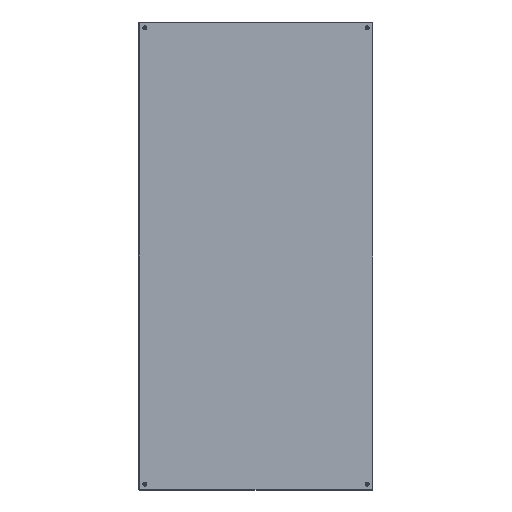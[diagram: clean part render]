
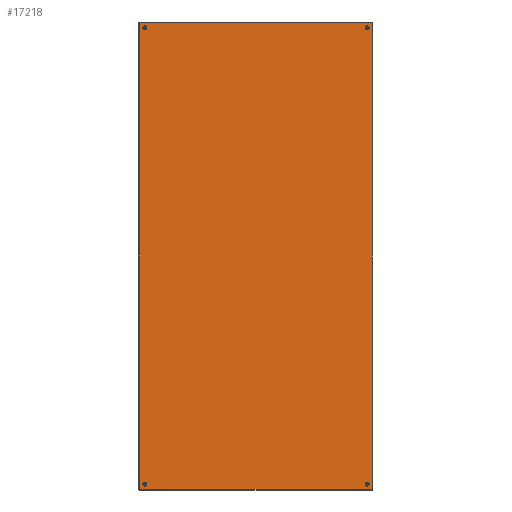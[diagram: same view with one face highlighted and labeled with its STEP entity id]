
A CAD part, left-side view. The second image highlights one B-rep face of the part: STEP entity #17218.
In plain terms, the highlighted face is planar.
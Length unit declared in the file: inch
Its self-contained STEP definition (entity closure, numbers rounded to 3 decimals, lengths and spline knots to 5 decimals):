
#234 = DIRECTION ( 'NONE',  ( -1., 0., 0. ) ) ;
#1430 = LINE ( 'NONE', #5245, #36688 ) ;
#3026 = CARTESIAN_POINT ( 'NONE',  ( 29.25, 0., 14.25 ) ) ;
#5245 = CARTESIAN_POINT ( 'NONE',  ( 29.928, 0., -14.928 ) ) ;
#5322 = VERTEX_POINT ( 'NONE', #112322 ) ;
#5801 = CARTESIAN_POINT ( 'NONE',  ( -29.25, 0., 14.25 ) ) ;
#8021 = CIRCLE ( 'NONE', #73010, 0.25 ) ;
#10101 = DIRECTION ( 'NONE',  ( 0., -1., 0. ) ) ;
#12202 = EDGE_CURVE ( 'NONE', #53924, #69764, #1430, .T. ) ;
#12664 = CIRCLE ( 'NONE', #30783, 0.25 ) ;
#12938 = VECTOR ( 'NONE', #111513, 39.37008 ) ;
#13761 = AXIS2_PLACEMENT_3D ( 'NONE', #5801, #81041, #94475 ) ;
#14156 = CARTESIAN_POINT ( 'NONE',  ( 29.25, 0., -14.25 ) ) ;
#14355 = CARTESIAN_POINT ( 'NONE',  ( 29.928, 0., 14.892 ) ) ;
#15545 = AXIS2_PLACEMENT_3D ( 'NONE', #3026, #10101, #67353 ) ;
#17218 = ADVANCED_FACE ( 'NONE', ( #88475, #68195, #100095, #39576, #22936 ), #46491, .F. ) ;
#17895 = ORIENTED_EDGE ( 'NONE', *, *, #12202, .T. ) ;
#19723 = CARTESIAN_POINT ( 'NONE',  ( -29.928, 0., 14.892 ) ) ;
#19910 = DIRECTION ( 'NONE',  ( 0., 0., 1. ) ) ;
#20468 = CIRCLE ( 'NONE', #116571, 0.25 ) ;
#22773 = CARTESIAN_POINT ( 'NONE',  ( -29.25, 0., -14.25 ) ) ;
#22936 = FACE_BOUND ( 'NONE', #88288, .T. ) ;
#23014 = DIRECTION ( 'NONE',  ( 0., -1., 0. ) ) ;
#23582 = DIRECTION ( 'NONE',  ( 0., -1., 0. ) ) ;
#25399 = AXIS2_PLACEMENT_3D ( 'NONE', #31694, #75002, #234 ) ;
#28774 = VERTEX_POINT ( 'NONE', #137568 ) ;
#29051 = CARTESIAN_POINT ( 'NONE',  ( 29., 0., 14.25 ) ) ;
#30783 = AXIS2_PLACEMENT_3D ( 'NONE', #14156, #23582, #120375 ) ;
#31694 = CARTESIAN_POINT ( 'NONE',  ( 29.25, 0., 14.25 ) ) ;
#32154 = ORIENTED_EDGE ( 'NONE', *, *, #42210, .F. ) ;
#32450 = CARTESIAN_POINT ( 'NONE',  ( 29.5, 0., 14.25 ) ) ;
#33286 = CARTESIAN_POINT ( 'NONE',  ( -29.25, 0., -14.25 ) ) ;
#33508 = DIRECTION ( 'NONE',  ( -1., 0., 0. ) ) ;
#33552 = VERTEX_POINT ( 'NONE', #58237 ) ;
#33969 = DIRECTION ( 'NONE',  ( 0., -1., 0. ) ) ;
#35668 = DIRECTION ( 'NONE',  ( -1., 0., 0. ) ) ;
#35825 = EDGE_CURVE ( 'NONE', #28774, #89217, #110499, .T. ) ;
#36688 = VECTOR ( 'NONE', #60166, 39.37008 ) ;
#38520 = EDGE_CURVE ( 'NONE', #89217, #28774, #89211, .T. ) ;
#38766 = VERTEX_POINT ( 'NONE', #44652 ) ;
#39576 = FACE_BOUND ( 'NONE', #124542, .T. ) ;
#39591 = AXIS2_PLACEMENT_3D ( 'NONE', #69179, #68249, #48495 ) ;
#42210 = EDGE_CURVE ( 'NONE', #53924, #102247, #47841, .T. ) ;
#44652 = CARTESIAN_POINT ( 'NONE',  ( -29.5, 0., -14.25 ) ) ;
#45540 = CIRCLE ( 'NONE', #39591, 0.25 ) ;
#45626 = VECTOR ( 'NONE', #19910, 39.37008 ) ;
#46491 = PLANE ( 'NONE',  #58859 ) ;
#46856 = CARTESIAN_POINT ( 'NONE',  ( 29.928, 0., -14.892 ) ) ;
#46887 = DIRECTION ( 'NONE',  ( -1., 0., 0. ) ) ;
#47147 = CARTESIAN_POINT ( 'NONE',  ( 29.928, 0., -14.892 ) ) ;
#47226 = EDGE_LOOP ( 'NONE', ( #32154, #17895, #110530, #79007 ) ) ;
#47841 = LINE ( 'NONE', #52312, #101595 ) ;
#47880 = DIRECTION ( 'NONE',  ( 0., -1., 0. ) ) ;
#48495 = DIRECTION ( 'NONE',  ( -1., 0., 0. ) ) ;
#50120 = EDGE_LOOP ( 'NONE', ( #60158, #83969 ) ) ;
#52312 = CARTESIAN_POINT ( 'NONE',  ( -29.928, 0., 14.892 ) ) ;
#53924 = VERTEX_POINT ( 'NONE', #14355 ) ;
#55759 = CARTESIAN_POINT ( 'NONE',  ( -29.928, 0., -14.892 ) ) ;
#58237 = CARTESIAN_POINT ( 'NONE',  ( 29., 0., -14.25 ) ) ;
#58859 = AXIS2_PLACEMENT_3D ( 'NONE', #59164, #47880, #35668 ) ;
#59164 = CARTESIAN_POINT ( 'NONE',  ( -29.928, 0., 14.928 ) ) ;
#60158 = ORIENTED_EDGE ( 'NONE', *, *, #130589, .T. ) ;
#60166 = DIRECTION ( 'NONE',  ( 0., 0., -1. ) ) ;
#64183 = CARTESIAN_POINT ( 'NONE',  ( -29.25, 0., 14.25 ) ) ;
#65116 = DIRECTION ( 'NONE',  ( -1., 0., 0. ) ) ;
#67353 = DIRECTION ( 'NONE',  ( -1., 0., 0. ) ) ;
#68195 = FACE_BOUND ( 'NONE', #110178, .T. ) ;
#68249 = DIRECTION ( 'NONE',  ( 0., -1., 0. ) ) ;
#68640 = ORIENTED_EDGE ( 'NONE', *, *, #127507, .T. ) ;
#69026 = EDGE_CURVE ( 'NONE', #123321, #102247, #74254, .T. ) ;
#69179 = CARTESIAN_POINT ( 'NONE',  ( 29.25, 0., -14.25 ) ) ;
#69764 = VERTEX_POINT ( 'NONE', #46856 ) ;
#70685 = ORIENTED_EDGE ( 'NONE', *, *, #35825, .T. ) ;
#73010 = AXIS2_PLACEMENT_3D ( 'NONE', #33286, #23014, #46887 ) ;
#74212 = CIRCLE ( 'NONE', #15545, 0.25 ) ;
#74254 = LINE ( 'NONE', #105821, #45626 ) ;
#75002 = DIRECTION ( 'NONE',  ( 0., -1., 0. ) ) ;
#75166 = VERTEX_POINT ( 'NONE', #137976 ) ;
#75218 = ORIENTED_EDGE ( 'NONE', *, *, #107191, .T. ) ;
#77518 = EDGE_CURVE ( 'NONE', #86965, #139572, #83171, .T. ) ;
#79007 = ORIENTED_EDGE ( 'NONE', *, *, #69026, .T. ) ;
#81041 = DIRECTION ( 'NONE',  ( 0., -1., 0. ) ) ;
#83171 = CIRCLE ( 'NONE', #25399, 0.25 ) ;
#83969 = ORIENTED_EDGE ( 'NONE', *, *, #94454, .T. ) ;
#86035 = CARTESIAN_POINT ( 'NONE',  ( -29., 0., 14.25 ) ) ;
#86965 = VERTEX_POINT ( 'NONE', #29051 ) ;
#88288 = EDGE_LOOP ( 'NONE', ( #132977, #124825 ) ) ;
#88475 = FACE_OUTER_BOUND ( 'NONE', #47226, .T. ) ;
#89211 = CIRCLE ( 'NONE', #13761, 0.25 ) ;
#89217 = VERTEX_POINT ( 'NONE', #86035 ) ;
#94041 = EDGE_CURVE ( 'NONE', #123321, #69764, #101945, .T. ) ;
#94454 = EDGE_CURVE ( 'NONE', #5322, #33552, #12664, .T. ) ;
#94475 = DIRECTION ( 'NONE',  ( -1., 0., 0. ) ) ;
#100095 = FACE_BOUND ( 'NONE', #50120, .T. ) ;
#101595 = VECTOR ( 'NONE', #118106, 39.37008 ) ;
#101945 = LINE ( 'NONE', #47147, #12938 ) ;
#102247 = VERTEX_POINT ( 'NONE', #19723 ) ;
#105821 = CARTESIAN_POINT ( 'NONE',  ( -29.928, 0., 14.928 ) ) ;
#107191 = EDGE_CURVE ( 'NONE', #38766, #75166, #8021, .T. ) ;
#110178 = EDGE_LOOP ( 'NONE', ( #75218, #68640 ) ) ;
#110499 = CIRCLE ( 'NONE', #113110, 0.25 ) ;
#110530 = ORIENTED_EDGE ( 'NONE', *, *, #94041, .F. ) ;
#110814 = ORIENTED_EDGE ( 'NONE', *, *, #38520, .T. ) ;
#111513 = DIRECTION ( 'NONE',  ( 1., 0., 0. ) ) ;
#112322 = CARTESIAN_POINT ( 'NONE',  ( 29.5, 0., -14.25 ) ) ;
#113110 = AXIS2_PLACEMENT_3D ( 'NONE', #64183, #118692, #65116 ) ;
#116571 = AXIS2_PLACEMENT_3D ( 'NONE', #22773, #33969, #33508 ) ;
#118106 = DIRECTION ( 'NONE',  ( -1., 0., 0. ) ) ;
#118692 = DIRECTION ( 'NONE',  ( 0., -1., 0. ) ) ;
#120375 = DIRECTION ( 'NONE',  ( -1., 0., 0. ) ) ;
#120522 = EDGE_CURVE ( 'NONE', #139572, #86965, #74212, .T. ) ;
#123321 = VERTEX_POINT ( 'NONE', #55759 ) ;
#124542 = EDGE_LOOP ( 'NONE', ( #70685, #110814 ) ) ;
#124825 = ORIENTED_EDGE ( 'NONE', *, *, #120522, .T. ) ;
#127507 = EDGE_CURVE ( 'NONE', #75166, #38766, #20468, .T. ) ;
#130589 = EDGE_CURVE ( 'NONE', #33552, #5322, #45540, .T. ) ;
#132977 = ORIENTED_EDGE ( 'NONE', *, *, #77518, .T. ) ;
#137568 = CARTESIAN_POINT ( 'NONE',  ( -29.5, 0., 14.25 ) ) ;
#137976 = CARTESIAN_POINT ( 'NONE',  ( -29., 0., -14.25 ) ) ;
#139572 = VERTEX_POINT ( 'NONE', #32450 ) ;
